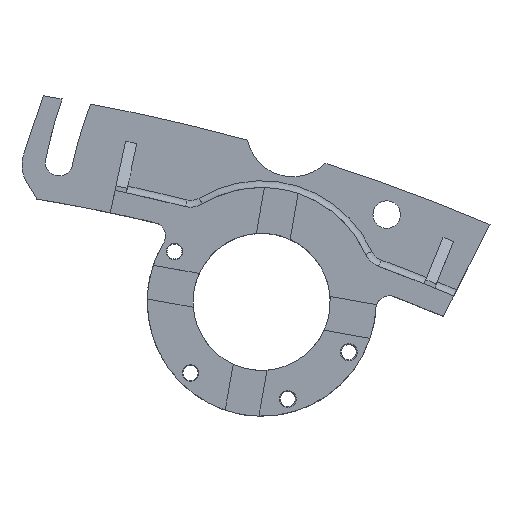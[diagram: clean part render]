
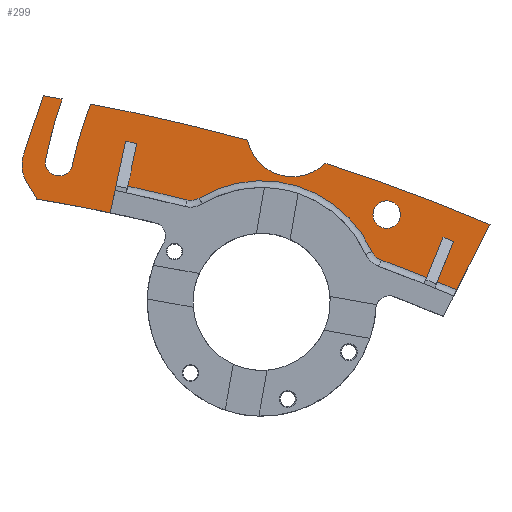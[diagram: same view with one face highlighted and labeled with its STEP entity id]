
A CAD part, top view. The second image highlights one B-rep face of the part: STEP entity #299.
In plain terms, the highlighted planar face has unit normal (0, 0, 1).
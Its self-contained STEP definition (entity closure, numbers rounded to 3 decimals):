
#127=PLANE('',#2354);
#184=B_SPLINE_CURVE_WITH_KNOTS('',3,(#3292,#3293,#3294,#3295),
 .UNSPECIFIED.,.F.,.F.,(4,4),(0.,1.),.UNSPECIFIED.);
#185=B_SPLINE_CURVE_WITH_KNOTS('',3,(#3311,#3312,#3313,#3314),
 .UNSPECIFIED.,.F.,.F.,(4,4),(0.,1.),.UNSPECIFIED.);
#245=FACE_BOUND('',#568,.T.);
#246=FACE_BOUND('',#569,.T.);
#299=ADVANCED_FACE('',(#245,#246),#127,.F.);
#568=EDGE_LOOP('',(#1024,#1025,#1026,#1027,#1028,#1029,#1030,#1031,#1032,
#1033,#1034,#1035,#1036,#1037,#1038,#1039,#1040,#1041,#1042,#1043,#1044,
#1045,#1046,#1047));
#569=EDGE_LOOP('',(#1048));
#727=LINE('',#3272,#863);
#731=LINE('',#3289,#867);
#732=LINE('',#3290,#868);
#733=LINE('',#3297,#869);
#734=LINE('',#3309,#870);
#735=LINE('',#3316,#871);
#736=LINE('',#3320,#872);
#863=VECTOR('',#2619,1.);
#867=VECTOR('',#2637,1.);
#868=VECTOR('',#2638,1.);
#869=VECTOR('',#2639,1.);
#870=VECTOR('',#2650,1.);
#871=VECTOR('',#2651,1.);
#872=VECTOR('',#2654,1.);
#1024=ORIENTED_EDGE('',*,*,#1896,.F.);
#1025=ORIENTED_EDGE('',*,*,#1897,.F.);
#1026=ORIENTED_EDGE('',*,*,#1898,.F.);
#1027=ORIENTED_EDGE('',*,*,#1867,.F.);
#1028=ORIENTED_EDGE('',*,*,#1899,.F.);
#1029=ORIENTED_EDGE('',*,*,#1893,.T.);
#1030=ORIENTED_EDGE('',*,*,#1890,.T.);
#1031=ORIENTED_EDGE('',*,*,#1884,.F.);
#1032=ORIENTED_EDGE('',*,*,#1900,.T.);
#1033=ORIENTED_EDGE('',*,*,#1901,.F.);
#1034=ORIENTED_EDGE('',*,*,#1902,.F.);
#1035=ORIENTED_EDGE('',*,*,#1903,.T.);
#1036=ORIENTED_EDGE('',*,*,#1904,.T.);
#1037=ORIENTED_EDGE('',*,*,#1905,.T.);
#1038=ORIENTED_EDGE('',*,*,#1906,.T.);
#1039=ORIENTED_EDGE('',*,*,#1907,.T.);
#1040=ORIENTED_EDGE('',*,*,#1908,.T.);
#1041=ORIENTED_EDGE('',*,*,#1909,.F.);
#1042=ORIENTED_EDGE('',*,*,#1910,.F.);
#1043=ORIENTED_EDGE('',*,*,#1911,.T.);
#1044=ORIENTED_EDGE('',*,*,#1912,.F.);
#1045=ORIENTED_EDGE('',*,*,#1913,.F.);
#1046=ORIENTED_EDGE('',*,*,#1914,.F.);
#1047=ORIENTED_EDGE('',*,*,#1865,.F.);
#1048=ORIENTED_EDGE('',*,*,#1915,.T.);
#1646=VERTEX_POINT('',#3213);
#1647=VERTEX_POINT('',#3215);
#1648=VERTEX_POINT('',#3219);
#1649=VERTEX_POINT('',#3220);
#1664=VERTEX_POINT('',#3259);
#1665=VERTEX_POINT('',#3261);
#1670=VERTEX_POINT('',#3273);
#1672=VERTEX_POINT('',#3279);
#1674=VERTEX_POINT('',#3285);
#1675=VERTEX_POINT('',#3287);
#1676=VERTEX_POINT('',#3291);
#1677=VERTEX_POINT('',#3296);
#1678=VERTEX_POINT('',#3298);
#1679=VERTEX_POINT('',#3300);
#1680=VERTEX_POINT('',#3302);
#1681=VERTEX_POINT('',#3304);
#1682=VERTEX_POINT('',#3306);
#1683=VERTEX_POINT('',#3308);
#1684=VERTEX_POINT('',#3310);
#1685=VERTEX_POINT('',#3315);
#1686=VERTEX_POINT('',#3317);
#1687=VERTEX_POINT('',#3319);
#1688=VERTEX_POINT('',#3321);
#1689=VERTEX_POINT('',#3323);
#1690=VERTEX_POINT('',#3326);
#1865=EDGE_CURVE('',#1646,#1647,#2192,.T.);
#1867=EDGE_CURVE('',#1648,#1649,#2193,.T.);
#1884=EDGE_CURVE('',#1664,#1665,#2202,.T.);
#1890=EDGE_CURVE('',#1670,#1665,#727,.T.);
#1893=EDGE_CURVE('',#1672,#1670,#2205,.T.);
#1896=EDGE_CURVE('',#1674,#1646,#2207,.T.);
#1897=EDGE_CURVE('',#1675,#1674,#2208,.T.);
#1898=EDGE_CURVE('',#1649,#1675,#2209,.T.);
#1899=EDGE_CURVE('',#1672,#1648,#731,.T.);
#1900=EDGE_CURVE('',#1664,#1676,#732,.T.);
#1901=EDGE_CURVE('',#1677,#1676,#184,.T.);
#1902=EDGE_CURVE('',#1678,#1677,#733,.T.);
#1903=EDGE_CURVE('',#1678,#1679,#2210,.T.);
#1904=EDGE_CURVE('',#1679,#1680,#2211,.T.);
#1905=EDGE_CURVE('',#1680,#1681,#2212,.T.);
#1906=EDGE_CURVE('',#1681,#1682,#2213,.T.);
#1907=EDGE_CURVE('',#1682,#1683,#2214,.T.);
#1908=EDGE_CURVE('',#1683,#1684,#734,.T.);
#1909=EDGE_CURVE('',#1685,#1684,#185,.T.);
#1910=EDGE_CURVE('',#1686,#1685,#735,.T.);
#1911=EDGE_CURVE('',#1686,#1687,#2215,.T.);
#1912=EDGE_CURVE('',#1688,#1687,#736,.T.);
#1913=EDGE_CURVE('',#1689,#1688,#2216,.T.);
#1914=EDGE_CURVE('',#1647,#1689,#2217,.T.);
#1915=EDGE_CURVE('',#1690,#1690,#2218,.T.);
#2192=CIRCLE('',#2321,845.);
#2193=CIRCLE('',#2323,845.);
#2202=CIRCLE('',#2334,800.);
#2205=CIRCLE('',#2339,15.);
#2207=CIRCLE('',#2342,179.905);
#2208=CIRCLE('',#2343,6.);
#2209=CIRCLE('',#2344,243.498);
#2210=CIRCLE('',#2345,813.);
#2211=CIRCLE('',#2346,7.);
#2212=CIRCLE('',#2347,53.);
#2213=CIRCLE('',#2348,7.);
#2214=CIRCLE('',#2349,813.);
#2215=CIRCLE('',#2350,813.);
#2216=CIRCLE('',#2351,845.);
#2217=CIRCLE('',#2352,20.);
#2218=CIRCLE('',#2353,6.);
#2321=AXIS2_PLACEMENT_3D('',#3214,#2575,#2576);
#2323=AXIS2_PLACEMENT_3D('',#3218,#2580,#2581);
#2334=AXIS2_PLACEMENT_3D('',#3260,#2608,#2609);
#2339=AXIS2_PLACEMENT_3D('',#3278,#2624,#2625);
#2342=AXIS2_PLACEMENT_3D('',#3284,#2631,#2632);
#2343=AXIS2_PLACEMENT_3D('',#3286,#2633,#2634);
#2344=AXIS2_PLACEMENT_3D('',#3288,#2635,#2636);
#2345=AXIS2_PLACEMENT_3D('',#3299,#2640,#2641);
#2346=AXIS2_PLACEMENT_3D('',#3301,#2642,#2643);
#2347=AXIS2_PLACEMENT_3D('',#3303,#2644,#2645);
#2348=AXIS2_PLACEMENT_3D('',#3305,#2646,#2647);
#2349=AXIS2_PLACEMENT_3D('',#3307,#2648,#2649);
#2350=AXIS2_PLACEMENT_3D('',#3318,#2652,#2653);
#2351=AXIS2_PLACEMENT_3D('',#3322,#2655,#2656);
#2352=AXIS2_PLACEMENT_3D('',#3324,#2657,#2658);
#2353=AXIS2_PLACEMENT_3D('',#3325,#2659,#2660);
#2354=AXIS2_PLACEMENT_3D('',#3327,#2661,#2662);
#2575=DIRECTION('',(0.,0.,-1.));
#2576=DIRECTION('',(1.,0.,0.));
#2580=DIRECTION('',(0.,0.,-1.));
#2581=DIRECTION('',(1.,0.,0.));
#2608=DIRECTION('',(0.,0.,1.));
#2609=DIRECTION('',(1.,0.,0.));
#2619=DIRECTION('',(0.514,-0.858,0.));
#2624=DIRECTION('',(0.,0.,1.));
#2625=DIRECTION('',(-1.,0.,0.));
#2631=DIRECTION('',(0.,0.,-1.));
#2632=DIRECTION('',(-1.,0.,0.));
#2633=DIRECTION('',(0.,0.,1.));
#2634=DIRECTION('',(-1.,0.,0.));
#2635=DIRECTION('',(0.,0.,1.));
#2636=DIRECTION('',(-1.,0.,0.));
#2637=DIRECTION('',(0.321,0.947,0.));
#2638=DIRECTION('',(0.208,0.978,0.));
#2639=DIRECTION('',(0.208,0.978,0.));
#2640=DIRECTION('',(0.,0.,-1.));
#2641=DIRECTION('',(-1.,0.,0.));
#2642=DIRECTION('',(0.,0.,1.));
#2643=DIRECTION('',(-1.,0.,0.));
#2644=DIRECTION('',(0.,0.,-1.));
#2645=DIRECTION('',(-1.,0.,0.));
#2646=DIRECTION('',(0.,0.,1.));
#2647=DIRECTION('',(-1.,0.,0.));
#2648=DIRECTION('',(0.,0.,-1.));
#2649=DIRECTION('',(-1.,0.,0.));
#2650=DIRECTION('',(0.375,0.927,0.));
#2651=DIRECTION('',(0.375,0.927,0.));
#2652=DIRECTION('',(0.,0.,-1.));
#2653=DIRECTION('',(-1.,0.,0.));
#2654=DIRECTION('',(-0.454,-0.891,0.));
#2655=DIRECTION('',(0.,0.,-1.));
#2656=DIRECTION('',(1.,0.,0.));
#2657=DIRECTION('',(0.,0.,1.));
#2658=DIRECTION('',(-1.,0.,0.));
#2659=DIRECTION('',(0.,0.,-1.));
#2660=DIRECTION('',(-1.,0.,0.));
#2661=DIRECTION('',(0.,0.,-1.));
#2662=DIRECTION('',(-1.,0.,0.));
#3213=CARTESIAN_POINT('',(155.187,830.627,15.));
#3214=CARTESIAN_POINT('',(0.,0.,15.));
#3215=CARTESIAN_POINT('',(223.945,814.784,15.));
#3218=CARTESIAN_POINT('',(0.,0.,15.));
#3219=CARTESIAN_POINT('',(134.639,834.205,15.));
#3220=CARTESIAN_POINT('',(142.766,832.852,15.));
#3259=CARTESIAN_POINT('',(163.883,783.034,15.));
#3260=CARTESIAN_POINT('',(0.,0.,15.));
#3261=CARTESIAN_POINT('',(131.688,789.087,15.));
#3272=CARTESIAN_POINT('',(131.688,789.087,15.));
#3273=CARTESIAN_POINT('',(127.38,796.282,15.));
#3278=CARTESIAN_POINT('',(140.249,803.988,15.));
#3279=CARTESIAN_POINT('',(126.041,808.797,15.));
#3284=CARTESIAN_POINT('',(323.286,766.528,15.));
#3285=CARTESIAN_POINT('',(147.312,803.933,15.));
#3286=CARTESIAN_POINT('',(141.443,805.18,15.));
#3287=CARTESIAN_POINT('',(135.575,806.428,15.));
#3288=CARTESIAN_POINT('',(373.752,755.802,15.));
#3289=CARTESIAN_POINT('',(-132.509,44.846,15.));
#3290=CARTESIAN_POINT('',(165.962,792.816,15.));
#3291=CARTESIAN_POINT('',(170.537,814.337,14.998));
#3292=CARTESIAN_POINT('',(175.428,813.299,14.996));
#3293=CARTESIAN_POINT('',(173.798,813.646,14.996));
#3294=CARTESIAN_POINT('',(172.167,813.992,14.996));
#3295=CARTESIAN_POINT('',(170.537,814.339,14.996));
#3296=CARTESIAN_POINT('',(175.428,813.298,14.998));
#3297=CARTESIAN_POINT('',(2.445,-0.52,15.));
#3298=CARTESIAN_POINT('',(171.477,794.71,15.));
#3299=CARTESIAN_POINT('',(0.,0.,15.));
#3300=CARTESIAN_POINT('',(197.375,788.678,15.));
#3301=CARTESIAN_POINT('',(199.074,795.468,15.));
#3302=CARTESIAN_POINT('',(202.689,789.474,15.));
#3303=CARTESIAN_POINT('',(230.058,744.087,15.));
#3304=CARTESIAN_POINT('',(278.267,766.106,15.));
#3305=CARTESIAN_POINT('',(284.635,769.014,15.));
#3306=CARTESIAN_POINT('',(282.205,762.45,15.));
#3307=CARTESIAN_POINT('',(0.,0.,15.));
#3308=CARTESIAN_POINT('',(302.236,754.733,15.));
#3309=CARTESIAN_POINT('',(301.112,751.952,15.));
#3310=CARTESIAN_POINT('',(309.354,772.352,14.998));
#3311=CARTESIAN_POINT('',(313.991,770.48,14.996));
#3312=CARTESIAN_POINT('',(312.445,771.105,14.996));
#3313=CARTESIAN_POINT('',(310.9,771.729,14.996));
#3314=CARTESIAN_POINT('',(309.355,772.353,14.996));
#3315=CARTESIAN_POINT('',(313.99,770.479,14.998));
#3316=CARTESIAN_POINT('',(2.318,-0.937,15.));
#3317=CARTESIAN_POINT('',(306.872,752.86,15.));
#3318=CARTESIAN_POINT('',(0.,0.,15.));
#3319=CARTESIAN_POINT('',(315.363,749.343,15.));
#3320=CARTESIAN_POINT('',(-52.751,26.878,15.));
#3321=CARTESIAN_POINT('',(329.928,777.928,15.));
#3322=CARTESIAN_POINT('',(0.,0.,15.));
#3323=CARTESIAN_POINT('',(257.76,804.726,15.));
#3324=CARTESIAN_POINT('',(243.54,818.79,15.));
#3325=CARTESIAN_POINT('',(284.732,782.294,15.));
#3326=CARTESIAN_POINT('',(278.732,782.294,15.));
#3327=CARTESIAN_POINT('',(0.,0.,15.));
